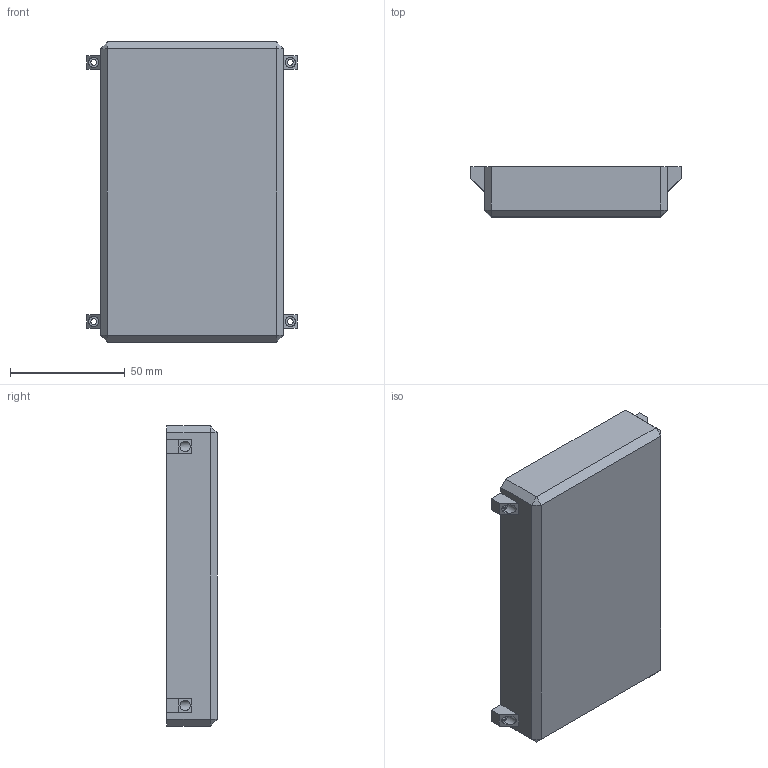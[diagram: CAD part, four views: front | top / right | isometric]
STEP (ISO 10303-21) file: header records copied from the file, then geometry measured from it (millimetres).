
FILE_DESCRIPTION (( 'STEP AP203' ), '1' );
FILE_NAME ('battery cover_Default_sldprt.STEP', '2020-11-13T20:13:31', ( '' ), ( '' ), 'SwSTEP 2.0', 'SolidWorks 2019', '' );
FILE_SCHEMA (( 'CONFIG_CONTROL_DESIGN' ));
Length unit declared in the file: millimetre
Products named in the file (1): battery cover_Default_sldprt
Bounding box: 91.75 x 22 x 131 mm (x, y, z)
Volume: 53325.3 mm3; surface area: 37641.8 mm2
Topology: 1 solids, 1 shells, 59 faces, 144 edges, 92 vertices
Faces by surface type: plane 43, cylinder 16
Entity records: 1799 total; most frequent: CARTESIAN_POINT 320, ORIENTED_EDGE 288, DIRECTION 280, EDGE_CURVE 144, LINE 112, VECTOR 112, VERTEX_POINT 92, AXIS2_PLACEMENT_3D 84
